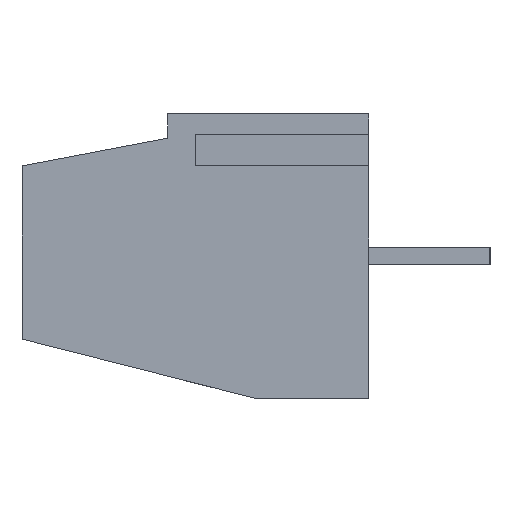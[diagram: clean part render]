
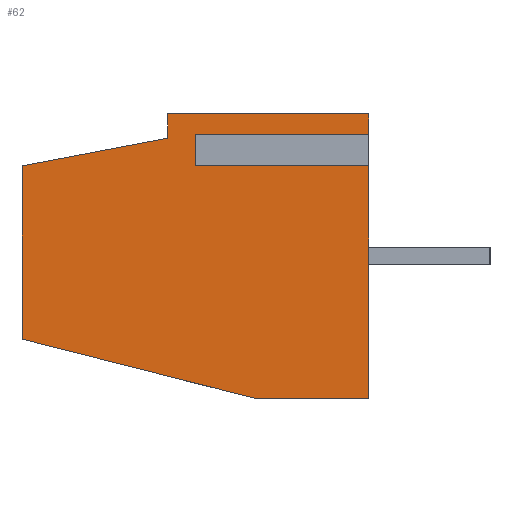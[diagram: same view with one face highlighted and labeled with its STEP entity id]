
A CAD part, left-side view. The second image highlights one B-rep face of the part: STEP entity #62.
In plain terms, the highlighted planar face has unit normal (-1, 0, 0).
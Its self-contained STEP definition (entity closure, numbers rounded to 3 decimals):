
#62=ADVANCED_FACE('',(#322),#323,.F.);
#322=FACE_OUTER_BOUND('',#832,.T.);
#323=PLANE('',#833);
#832=EDGE_LOOP('',(#1470,#1471,#1472,#1473,#1474,#1475,#1476,#1477,#1478,#1479,#1480));
#833=AXIS2_PLACEMENT_3D('',#1481,#1482,#1483);
#1470=ORIENTED_EDGE('',*,*,#3413,.F.);
#1471=ORIENTED_EDGE('',*,*,#3414,.F.);
#1472=ORIENTED_EDGE('',*,*,#3415,.F.);
#1473=ORIENTED_EDGE('',*,*,#3416,.F.);
#1474=ORIENTED_EDGE('',*,*,#3417,.F.);
#1475=ORIENTED_EDGE('',*,*,#3418,.F.);
#1476=ORIENTED_EDGE('',*,*,#3419,.F.);
#1477=ORIENTED_EDGE('',*,*,#3420,.F.);
#1478=ORIENTED_EDGE('',*,*,#3421,.F.);
#1479=ORIENTED_EDGE('',*,*,#3422,.T.);
#1480=ORIENTED_EDGE('',*,*,#3423,.T.);
#1481=CARTESIAN_POINT('',(-20.0,0.0,0.0));
#1482=DIRECTION('',(1.0,0.0,0.0));
#1483=DIRECTION('',(0.0,1.0,-0.0));
#3413=EDGE_CURVE('',#4144,#4145,#4146,.T.);
#3414=EDGE_CURVE('',#4147,#4144,#4148,.T.);
#3415=EDGE_CURVE('',#4149,#4147,#4150,.T.);
#3416=EDGE_CURVE('',#4151,#4149,#4152,.T.);
#3417=EDGE_CURVE('',#4153,#4151,#4154,.T.);
#3418=EDGE_CURVE('',#4155,#4153,#4156,.T.);
#3419=EDGE_CURVE('',#4157,#4155,#4158,.T.);
#3420=EDGE_CURVE('',#4159,#4157,#4160,.T.);
#3421=EDGE_CURVE('',#4161,#4159,#4162,.T.);
#3422=EDGE_CURVE('',#4161,#4163,#4164,.T.);
#3423=EDGE_CURVE('',#4163,#4145,#4165,.T.);
#4144=VERTEX_POINT('',#5253);
#4145=VERTEX_POINT('',#5254);
#4146=LINE('',#5255,#5256);
#4147=VERTEX_POINT('',#5257);
#4148=LINE('',#5258,#5259);
#4149=VERTEX_POINT('',#5260);
#4150=LINE('',#5261,#5262);
#4151=VERTEX_POINT('',#5263);
#4152=LINE('',#5264,#5265);
#4153=VERTEX_POINT('',#5266);
#4154=LINE('',#5267,#5268);
#4155=VERTEX_POINT('',#5269);
#4156=LINE('',#5270,#5271);
#4157=VERTEX_POINT('',#5272);
#4158=LINE('',#5273,#5274);
#4159=VERTEX_POINT('',#5275);
#4160=LINE('',#5276,#5277);
#4161=VERTEX_POINT('',#5278);
#4162=LINE('',#5279,#5280);
#4163=VERTEX_POINT('',#5281);
#4164=LINE('',#5282,#5283);
#4165=LINE('',#5284,#5285);
#5253=CARTESIAN_POINT('',(-20.0,-5.0,-0.8));
#5254=CARTESIAN_POINT('',(-20.0,0.0,-0.8));
#5255=CARTESIAN_POINT('',(-20.0,-5.0,-0.8));
#5256=VECTOR('',#6805,5.0);
#5257=CARTESIAN_POINT('',(-20.0,-5.0,0.0));
#5258=CARTESIAN_POINT('',(-20.0,-5.0,0.0));
#5259=VECTOR('',#6806,0.8);
#5260=CARTESIAN_POINT('',(-20.0,0.8,0.0));
#5261=CARTESIAN_POINT('',(-20.0,0.8,0.0));
#5262=VECTOR('',#6807,5.8);
#5263=CARTESIAN_POINT('',(-20.0,0.8,-0.7));
#5264=CARTESIAN_POINT('',(-20.0,0.8,-0.7));
#5265=VECTOR('',#6808,0.7);
#5266=CARTESIAN_POINT('',(-20.0,5.0,-1.5));
#5267=CARTESIAN_POINT('',(-20.0,5.0,-1.5));
#5268=VECTOR('',#6809,4.276);
#5269=CARTESIAN_POINT('',(-20.0,5.0,-6.5));
#5270=CARTESIAN_POINT('',(-20.0,5.0,-6.5));
#5271=VECTOR('',#6810,5.0);
#5272=CARTESIAN_POINT('',(-20.0,-1.7,-8.2));
#5273=CARTESIAN_POINT('',(-20.0,-1.7,-8.2));
#5274=VECTOR('',#6811,6.912);
#5275=CARTESIAN_POINT('',(-20.0,-5.0,-8.2));
#5276=CARTESIAN_POINT('',(-20.0,-5.0,-8.2));
#5277=VECTOR('',#6812,3.3);
#5278=CARTESIAN_POINT('',(-20.0,-5.0,-1.3));
#5279=CARTESIAN_POINT('',(-20.0,-5.0,-1.3));
#5280=VECTOR('',#6813,6.9);
#5281=CARTESIAN_POINT('',(-20.0,0.0,-1.3));
#5282=CARTESIAN_POINT('',(-20.0,-5.0,-1.3));
#5283=VECTOR('',#6814,5.0);
#5284=CARTESIAN_POINT('',(-20.0,0.0,-1.3));
#5285=VECTOR('',#6815,0.5);
#6805=DIRECTION('',(0.0,1.0,0.0));
#6806=DIRECTION('',(0.0,0.0,-1.0));
#6807=DIRECTION('',(0.0,-1.0,0.0));
#6808=DIRECTION('',(0.0,0.0,1.0));
#6809=DIRECTION('',(0.0,-0.982,0.187));
#6810=DIRECTION('',(0.0,0.0,1.0));
#6811=DIRECTION('',(0.0,0.969,0.246));
#6812=DIRECTION('',(0.0,1.0,0.0));
#6813=DIRECTION('',(0.0,0.0,-1.0));
#6814=DIRECTION('',(0.0,1.0,0.0));
#6815=DIRECTION('',(0.0,0.0,1.0));
